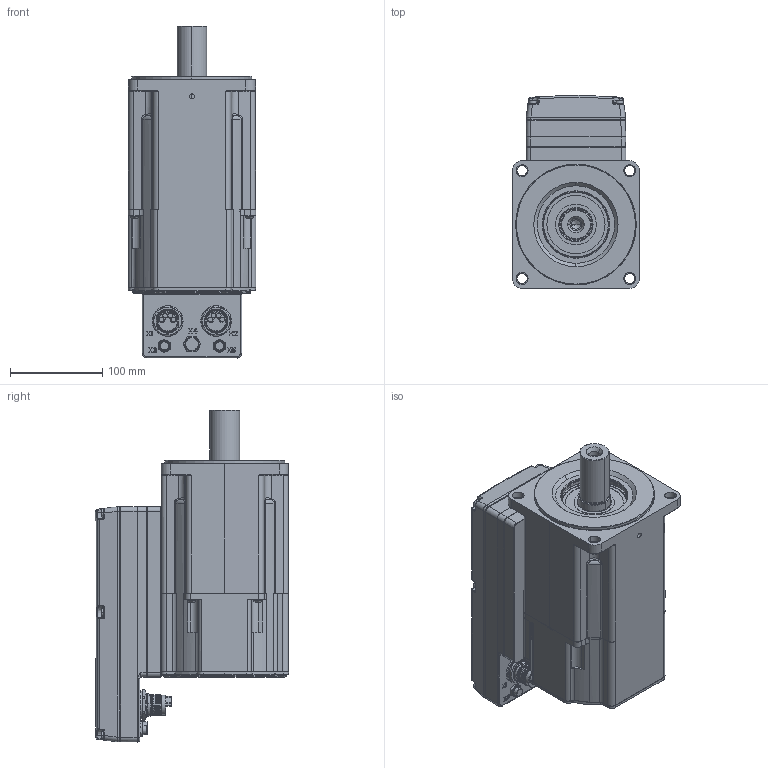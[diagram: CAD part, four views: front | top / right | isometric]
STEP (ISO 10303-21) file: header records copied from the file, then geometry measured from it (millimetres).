
FILE_DESCRIPTION((''),'2;1');
FILE_NAME('ISD510_SIZE4_A_11_2_3D','2021-12-03T10:27:26',('U384099'),('Danfoss Drives A/S'),'CREO PARAMETRIC BY PTC INC, 2019344','CREO PARAMETRIC BY PTC INC, 2019344','');
FILE_SCHEMA(('CONFIG_CONTROL_DESIGN','GEOMETRIC_VALIDATION_PROPERTIES_MIM'));
Products named in the file (1): ISD510_SIZE4_A_11_2_3D
Bounding box: 138.21 x 209.03 x 359.5 mm (x, y, z)
Surface area: 426371.3 mm2 (no closed solid volume)
Topology: 0 solids, 7 shells, 4035 faces, 10794 edges, 6970 vertices
Faces by surface type: plane 2444, cylinder 619, extrusion 267, bspline 241, cone 230, torus 210, sphere 24
Entity records: 143552 total; most frequent: CARTESIAN_POINT 45094, ORIENTED_EDGE 21440, DIRECTION 18453, EDGE_CURVE 10764, VECTOR 7699, LINE 7432, VERTEX_POINT 6970, AXIS2_PLACEMENT_3D 5377
